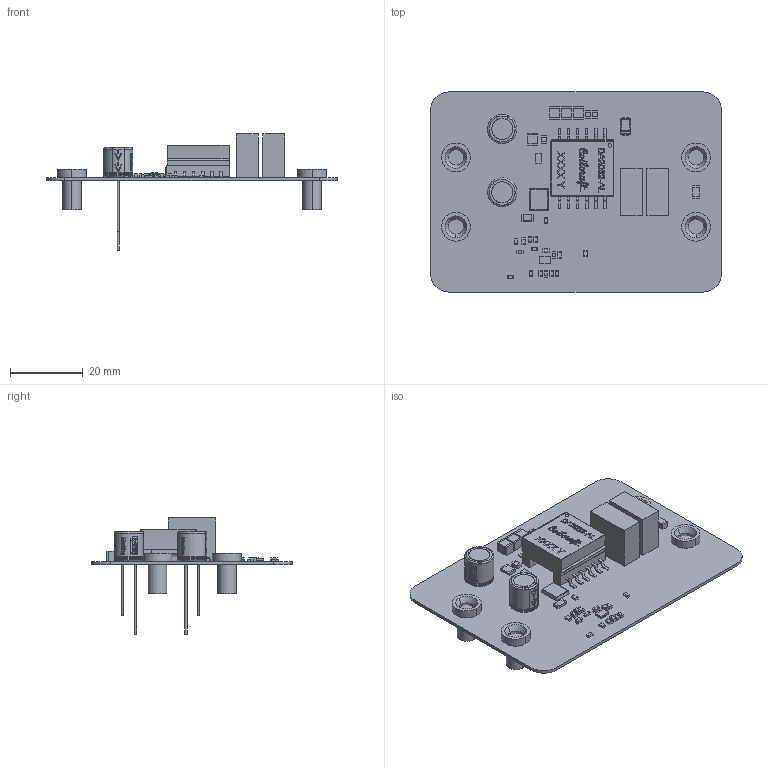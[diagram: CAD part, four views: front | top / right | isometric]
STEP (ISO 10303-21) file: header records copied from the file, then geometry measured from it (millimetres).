
FILE_DESCRIPTION(('Open CASCADE Model'),'2;1');
FILE_NAME('Open CASCADE Shape Model','2020-05-07T17:10:52',('Author'),( 'Open CASCADE'),'Open CASCADE STEP processor 6.8','Open CASCADE 6.8' ,'Unknown');
FILE_SCHEMA(('AUTOMOTIVE_DESIGN { 1 0 10303 214 1 1 1 1 }'));
Length unit declared in the file: millimetre
Products named in the file (111): PCB; Board; C17; 6170452288; Extruded; 6170452096; C16; R12; 6170451904; 6170451712; R14; 6170450752; 6170450560; U1; DSS0012C; BODY-SON_AF0; FRAME-DSS0012C_AF0; Open CASCADE STEP translator 6.8 1.6.1.2.1; Open CASCADE STEP translator 6.8 1.6.1.2.2; Open CASCADE STEP translator 6.8 1.6.1.2.3; Open CASCADE STEP translator 6.8 1.6.1.2.4; Open CASCADE STEP translator 6.8 1.6.1.2.5; Open CASCADE STEP translator 6.8 1.6.1.2.6; Open CASCADE STEP translator 6.8 1.6.1.2.7; Open CASCADE STEP translator 6.8 1.6.1.2.8; Open CASCADE STEP translator 6.8 1.6.1.2.9; Open CASCADE STEP translator 6.8 1.6.1.2.10; Open CASCADE STEP translator 6.8 1.6.1.2.11; Open CASCADE STEP translator 6.8 1.6.1.2.12; Open CASCADE STEP translator 6.8 1.6.1.2.13; PIN1-ID; T1; Coilcraft-DA2032-AL; R11; 6170448256; 6170448064; R10; R9; R8; R7 ...
Assembly tree (174 placements, depth 5):
  PCB
    Board
    C17
      6170452288
        Extruded
      6170452096  x2
        Extruded
    C16
      6170452288
        Extruded
      6170452096  x2
        Extruded
    R12
      6170451904  x2
        Extruded
      6170451712
        Extruded
    R14
      6170450752  x2
        Extruded
      6170450560
        Extruded
    U1
      DSS0012C
        BODY-SON_AF0
        FRAME-DSS0012C_AF0
          Open CASCADE STEP translator 6.8 1.6.1.2.1
          Open CASCADE STEP translator 6.8 1.6.1.2.2
          Open CASCADE STEP translator 6.8 1.6.1.2.3
          Open CASCADE STEP translator 6.8 1.6.1.2.4
          Open CASCADE STEP translator 6.8 1.6.1.2.5
          Open CASCADE STEP translator 6.8 1.6.1.2.6
          Open CASCADE STEP translator 6.8 1.6.1.2.7
          Open CASCADE STEP translator 6.8 1.6.1.2.8
          Open CASCADE STEP translator 6.8 1.6.1.2.9
          Open CASCADE STEP translator 6.8 1.6.1.2.10
          Open CASCADE STEP translator 6.8 1.6.1.2.11
          Open CASCADE STEP translator 6.8 1.6.1.2.12
          Open CASCADE STEP translator 6.8 1.6.1.2.13
        PIN1-ID
    T1
      Coilcraft-DA2032-AL
    R11
      6170448256  x2
        Extruded
      6170448064
        Extruded
    R10
      6170451904  x2
        Extruded
      6170451712
        Extruded
    R9
      6170450752  x2
        Extruded
      6170450560
        Extruded
    R8
      6170450752  x2
        Extruded
Bounding box: 80 x 55 x 31.91 mm (x, y, z)
Volume: 9310.5 mm3; surface area: 16046.6 mm2
Topology: 109 solids, 109 shells, 2027 faces, 5167 edges, 3528 vertices
Faces by surface type: plane 1469, bspline 254, cylinder 244, torus 48, cone 8, sphere 4
Full cylindrical faces by diameter (mm): 0.6 x4, 0.889 x2, 1.111 x2, 1.778 x2, 2 x2, 4.444 x2, 4.667 x2, 5.333 x2, 5.556 x2, 5.778 x4, 6.622 x2, 7.104 x2, 7.51 x2, 7.53 x2, 7.78 x4, 7.8 x4
Entity records: 52285 total; most frequent: CARTESIAN_POINT 17334, ORIENTED_EDGE 6258, DIRECTION 5190, EDGE_CURVE 3129, VERTEX_POINT 2177, LINE 2014, VECTOR 2014, AXIS2_PLACEMENT_3D 1588
